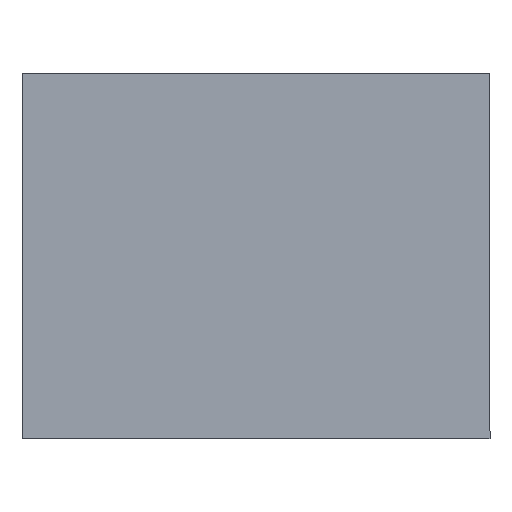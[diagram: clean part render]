
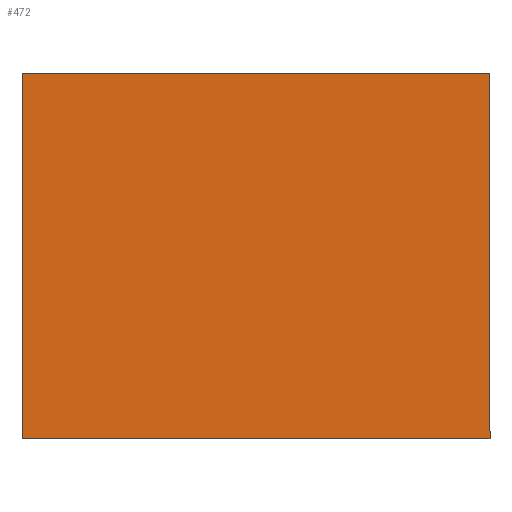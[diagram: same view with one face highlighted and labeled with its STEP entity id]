
A CAD part, top view. The second image highlights one B-rep face of the part: STEP entity #472.
In plain terms, the highlighted face is planar.
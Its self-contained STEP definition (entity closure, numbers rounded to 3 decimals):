
#60 = DIRECTION ( 'NONE',  ( 0., 0., -1. ) ) ;
#61 = DIRECTION ( 'NONE',  ( 0., -1., 0. ) ) ;
#68 = CARTESIAN_POINT ( 'NONE',  ( 0., 0.77, 0. ) ) ;
#70 = PLANE ( 'NONE',  #403 ) ;
#120 = DIRECTION ( 'NONE',  ( 1., 0., 0. ) ) ;
#132 = CARTESIAN_POINT ( 'NONE',  ( 1.25, 0.77, 1.6 ) ) ;
#135 = CARTESIAN_POINT ( 'NONE',  ( -1.25, 0.77, -1.6 ) ) ;
#154 = CARTESIAN_POINT ( 'NONE',  ( 1.25, 0.77, 1.6 ) ) ;
#156 = DIRECTION ( 'NONE',  ( 0., 0., -1. ) ) ;
#178 = DIRECTION ( 'NONE',  ( -1., 0., 0. ) ) ;
#186 = CARTESIAN_POINT ( 'NONE',  ( 1.25, 0.77, -1.6 ) ) ;
#188 = CARTESIAN_POINT ( 'NONE',  ( -1.25, 0.77, -1.6 ) ) ;
#193 = CARTESIAN_POINT ( 'NONE',  ( 1.25, 0.77, -1.6 ) ) ;
#198 = DIRECTION ( 'NONE',  ( 0., 0., 1. ) ) ;
#217 = CARTESIAN_POINT ( 'NONE',  ( 1.25, 0.77, -1.6 ) ) ;
#226 = CARTESIAN_POINT ( 'NONE',  ( -1.25, 0.77, 1.6 ) ) ;
#248 = ORIENTED_EDGE ( 'NONE', *, *, #452, .T. ) ;
#260 = VERTEX_POINT ( 'NONE', #226 ) ;
#288 = VERTEX_POINT ( 'NONE', #188 ) ;
#290 = ORIENTED_EDGE ( 'NONE', *, *, #411, .T. ) ;
#317 = ORIENTED_EDGE ( 'NONE', *, *, #414, .T. ) ;
#328 = ORIENTED_EDGE ( 'NONE', *, *, #454, .T. ) ;
#346 = VERTEX_POINT ( 'NONE', #193 ) ;
#360 = EDGE_LOOP ( 'NONE', ( #317, #290, #328, #248 ) ) ;
#365 = VERTEX_POINT ( 'NONE', #154 ) ;
#403 = AXIS2_PLACEMENT_3D ( 'NONE', #68, #61, #60 ) ;
#411 = EDGE_CURVE ( 'NONE', #260, #365, #484, .T. ) ;
#414 = EDGE_CURVE ( 'NONE', #288, #260, #502, .T. ) ;
#452 = EDGE_CURVE ( 'NONE', #346, #288, #556, .T. ) ;
#454 = EDGE_CURVE ( 'NONE', #365, #346, #562, .T. ) ;
#472 = ADVANCED_FACE ( 'NONE', ( #530 ), #70, .F. ) ;
#484 = LINE ( 'NONE', #132, #501 ) ;
#485 = VECTOR ( 'NONE', #198, 1000. ) ;
#501 = VECTOR ( 'NONE', #120, 1000. ) ;
#502 = LINE ( 'NONE', #135, #485 ) ;
#530 = FACE_OUTER_BOUND ( 'NONE', #360, .T. ) ;
#550 = VECTOR ( 'NONE', #156, 1000. ) ;
#553 = VECTOR ( 'NONE', #178, 1000. ) ;
#556 = LINE ( 'NONE', #217, #553 ) ;
#562 = LINE ( 'NONE', #186, #550 ) ;
